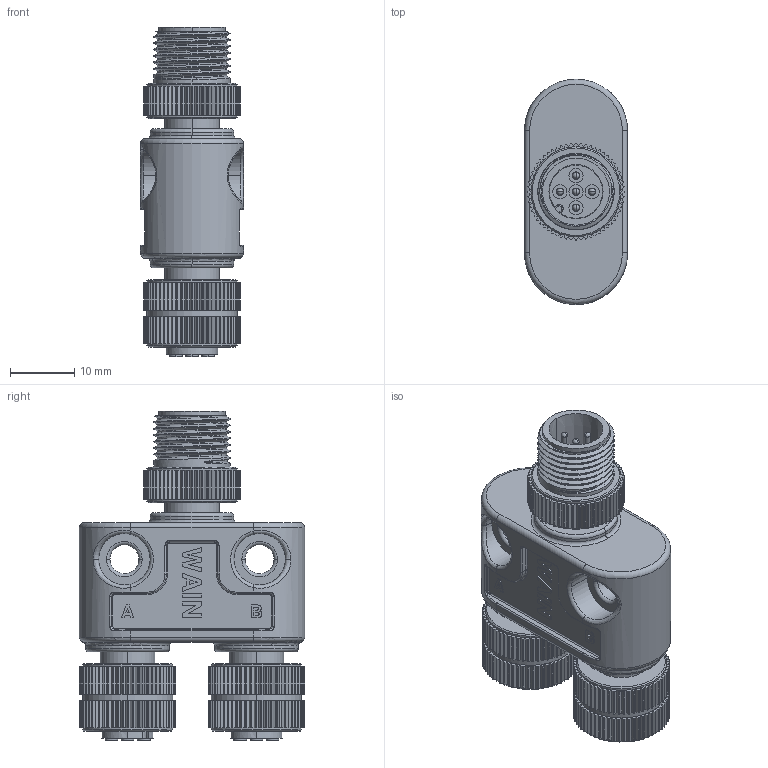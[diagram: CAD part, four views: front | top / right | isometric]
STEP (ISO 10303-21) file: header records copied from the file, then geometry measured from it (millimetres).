
FILE_DESCRIPTION((''),'2;1');
FILE_NAME('M12Y-M05A-2M12-F05A-C_SW0001','2020-12-22T',('zq.xu'),(''),'PRO/ENGINEER BY PARAMETRIC TECHNOLOGY CORPORATION, 2012480','PRO/ENGINEER BY PARAMETRIC TECHNOLOGY CORPORATION, 2012480','');
FILE_SCHEMA(('AUTOMOTIVE_DESIGN { 1 0 10303 214 1 1 1 1 }'));
Products named in the file (1): M12Y-M05A-2M12-F05A-C_SW0001
Bounding box: 16 x 35 x 51.2 mm (x, y, z)
Volume: 12631.8 mm3; surface area: 10535.8 mm2
Topology: 1 solids, 1 shells, 1887 faces, 5203 edges, 3351 vertices
Faces by surface type: plane 923, cylinder 672, cone 110, torus 87, bspline 51, extrusion 34, sphere 10
Entity records: 86006 total; most frequent: CARTESIAN_POINT 26080, ORIENTED_EDGE 10346, DIRECTION 9775, EDGE_CURVE 5173, VERTEX_POINT 3351, AXIS2_PLACEMENT_3D 3283, VECTOR 3209, LINE 3175
